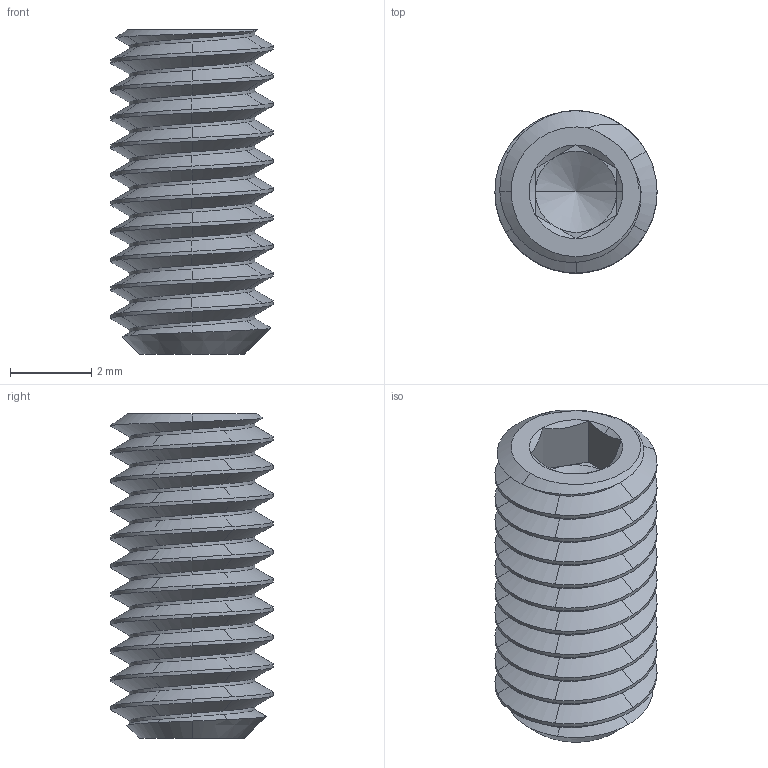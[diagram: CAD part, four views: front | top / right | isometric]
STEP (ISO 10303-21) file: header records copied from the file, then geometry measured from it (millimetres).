
FILE_DESCRIPTION(('CATIA V6 STEP','CAx-IF Rec.Pracs.--- Model Styling and Organization---1.5--- 2016-08-15','CAx-IF Rec.Pracs.---Supplemental Geometry---1.0---2011-11-01','CAx-IF Rec.Pracs.--- Composite Materials ---1.1---2010-07-15','CAx-IF Rec.Pracs.---External References---2.1---2005-01-19'),'2;1');
FILE_NAME('M4x8mm, Set screw, Flat, 92605A113_NONMARRING FLAT POINT SET SCREW_92605A113_Rep.stp','2020-03-22T23:56:07+00:00',('Michael Balsamo'),('Creator, Inc.'),'3DEXPERIENCE Platform3DEXPERIENCE R2020x HotFix 2.3','3DEXPERIENCE Platform STEP AP214 v1','opyright Creator, Inc., 2020. Licensed under CERN-OHL-P v2.');
FILE_SCHEMA(('AUTOMOTIVE_DESIGN { 1 0 10303 214 1 1 1 1 }'));
Length unit declared in the file: millimetre
Products named in the file (1): M4x8mm, Set screw, Flat, 92605A113_NONMARRING FLAT POINT SET SCREW_92605A113
Bounding box: 4 x 4 x 8 mm (x, y, z)
Volume: 73.2 mm3; surface area: 175.1 mm2
Topology: 1 solids, 1 shells, 208 faces, 598 edges, 391 vertices
Faces by surface type: bspline 134, cylinder 45, cone 15, plane 14
Entity records: 7093 total; most frequent: CARTESIAN_POINT 3564, ORIENTED_EDGE 1192, EDGE_CURVE 596, VERTEX_POINT 391, B_SPLINE_CURVE_WITH_KNOTS 336, EDGE_LOOP 209, ADVANCED_FACE 208, FACE_OUTER_BOUND 208
